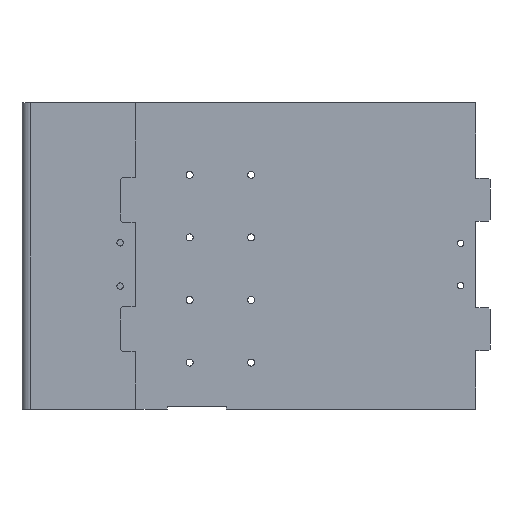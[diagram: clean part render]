
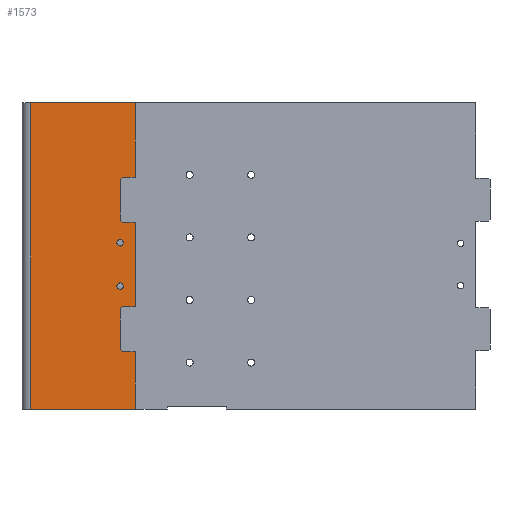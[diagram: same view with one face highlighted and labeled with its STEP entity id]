
A CAD part, left-side view. The second image highlights one B-rep face of the part: STEP entity #1573.
In plain terms, the highlighted planar face has unit normal (-1, 0, 0).
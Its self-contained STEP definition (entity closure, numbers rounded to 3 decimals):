
#52=FACE_BOUND('',#200,.T.);
#53=FACE_BOUND('',#201,.T.);
#120=FACE_OUTER_BOUND('',#199,.T.);
#199=EDGE_LOOP('',(#1099,#1100,#1101,#1102,#1103,#1104,#1105,#1106,#1107,
#1108,#1109,#1110,#1111,#1112,#1113,#1114));
#200=EDGE_LOOP('',(#1115));
#201=EDGE_LOOP('',(#1116));
#346=CIRCLE('',#1671,1.15);
#347=CIRCLE('',#1672,1.15);
#420=LINE('',#2290,#569);
#424=LINE('',#2302,#573);
#427=LINE('',#2308,#576);
#428=LINE('',#2310,#577);
#429=LINE('',#2312,#578);
#430=LINE('',#2314,#579);
#431=LINE('',#2316,#580);
#432=LINE('',#2318,#581);
#433=LINE('',#2320,#582);
#434=LINE('',#2322,#583);
#435=LINE('',#2324,#584);
#436=LINE('',#2326,#585);
#437=LINE('',#2328,#586);
#438=LINE('',#2330,#587);
#439=LINE('',#2332,#588);
#440=LINE('',#2333,#589);
#569=VECTOR('',#1829,10.);
#573=VECTOR('',#1839,10.);
#576=VECTOR('',#1844,10.);
#577=VECTOR('',#1845,10.);
#578=VECTOR('',#1846,10.);
#579=VECTOR('',#1847,10.);
#580=VECTOR('',#1848,10.);
#581=VECTOR('',#1849,10.);
#582=VECTOR('',#1850,10.);
#583=VECTOR('',#1851,10.);
#584=VECTOR('',#1852,10.);
#585=VECTOR('',#1853,10.);
#586=VECTOR('',#1854,10.);
#587=VECTOR('',#1855,10.);
#588=VECTOR('',#1856,10.);
#589=VECTOR('',#1857,10.);
#720=VERTEX_POINT('',#2287);
#721=VERTEX_POINT('',#2289);
#726=VERTEX_POINT('',#2301);
#728=VERTEX_POINT('',#2307);
#729=VERTEX_POINT('',#2309);
#730=VERTEX_POINT('',#2311);
#731=VERTEX_POINT('',#2313);
#732=VERTEX_POINT('',#2315);
#733=VERTEX_POINT('',#2317);
#734=VERTEX_POINT('',#2319);
#735=VERTEX_POINT('',#2321);
#736=VERTEX_POINT('',#2323);
#737=VERTEX_POINT('',#2325);
#738=VERTEX_POINT('',#2327);
#739=VERTEX_POINT('',#2329);
#740=VERTEX_POINT('',#2331);
#741=VERTEX_POINT('',#2334);
#742=VERTEX_POINT('',#2336);
#866=EDGE_CURVE('',#721,#720,#420,.T.);
#872=EDGE_CURVE('',#726,#721,#424,.T.);
#875=EDGE_CURVE('',#720,#728,#427,.T.);
#876=EDGE_CURVE('',#729,#728,#428,.T.);
#877=EDGE_CURVE('',#729,#730,#429,.T.);
#878=EDGE_CURVE('',#730,#731,#430,.T.);
#879=EDGE_CURVE('',#731,#732,#431,.T.);
#880=EDGE_CURVE('',#732,#733,#432,.T.);
#881=EDGE_CURVE('',#733,#734,#433,.T.);
#882=EDGE_CURVE('',#734,#735,#434,.T.);
#883=EDGE_CURVE('',#735,#736,#435,.T.);
#884=EDGE_CURVE('',#736,#737,#436,.T.);
#885=EDGE_CURVE('',#737,#738,#437,.T.);
#886=EDGE_CURVE('',#738,#739,#438,.T.);
#887=EDGE_CURVE('',#739,#740,#439,.T.);
#888=EDGE_CURVE('',#740,#726,#440,.T.);
#889=EDGE_CURVE('',#741,#741,#346,.T.);
#890=EDGE_CURVE('',#742,#742,#347,.T.);
#1099=ORIENTED_EDGE('',*,*,#866,.T.);
#1100=ORIENTED_EDGE('',*,*,#875,.T.);
#1101=ORIENTED_EDGE('',*,*,#876,.F.);
#1102=ORIENTED_EDGE('',*,*,#877,.T.);
#1103=ORIENTED_EDGE('',*,*,#878,.T.);
#1104=ORIENTED_EDGE('',*,*,#879,.T.);
#1105=ORIENTED_EDGE('',*,*,#880,.T.);
#1106=ORIENTED_EDGE('',*,*,#881,.T.);
#1107=ORIENTED_EDGE('',*,*,#882,.T.);
#1108=ORIENTED_EDGE('',*,*,#883,.T.);
#1109=ORIENTED_EDGE('',*,*,#884,.T.);
#1110=ORIENTED_EDGE('',*,*,#885,.T.);
#1111=ORIENTED_EDGE('',*,*,#886,.T.);
#1112=ORIENTED_EDGE('',*,*,#887,.T.);
#1113=ORIENTED_EDGE('',*,*,#888,.T.);
#1114=ORIENTED_EDGE('',*,*,#872,.T.);
#1115=ORIENTED_EDGE('',*,*,#889,.T.);
#1116=ORIENTED_EDGE('',*,*,#890,.T.);
#1531=PLANE('',#1670);
#1573=ADVANCED_FACE('',(#120,#52,#53),#1531,.T.);
#1670=AXIS2_PLACEMENT_3D('',#2306,#1842,#1843);
#1671=AXIS2_PLACEMENT_3D('',#2335,#1858,#1859);
#1672=AXIS2_PLACEMENT_3D('',#2337,#1860,#1861);
#1829=DIRECTION('',(0.,1.,0.));
#1839=DIRECTION('',(0.,0.,1.));
#1842=DIRECTION('center_axis',(-1.,0.,0.));
#1843=DIRECTION('ref_axis',(0.,0.,1.));
#1844=DIRECTION('',(0.,0.,-1.));
#1845=DIRECTION('',(0.,1.,0.));
#1846=DIRECTION('',(0.,0.,1.));
#1847=DIRECTION('',(0.,1.,0.));
#1848=DIRECTION('',(0.,0.707,0.707));
#1849=DIRECTION('',(0.,0.,1.));
#1850=DIRECTION('',(0.,-0.707,0.707));
#1851=DIRECTION('',(0.,-1.,0.));
#1852=DIRECTION('',(0.,0.,1.));
#1853=DIRECTION('',(0.,1.,0.));
#1854=DIRECTION('',(0.,0.707,0.707));
#1855=DIRECTION('',(0.,0.,1.));
#1856=DIRECTION('',(0.,-0.707,0.707));
#1857=DIRECTION('',(0.,-1.,0.));
#1858=DIRECTION('center_axis',(1.,0.,0.));
#1859=DIRECTION('ref_axis',(0.,-1.,0.));
#1860=DIRECTION('center_axis',(1.,0.,0.));
#1861=DIRECTION('ref_axis',(0.,-1.,0.));
#2287=CARTESIAN_POINT('',(-23.,96.75,78.4));
#2289=CARTESIAN_POINT('',(-23.,59.95,78.4));
#2290=CARTESIAN_POINT('',(-23.,50.023,78.4));
#2301=CARTESIAN_POINT('',(-23.,59.95,52.2));
#2302=CARTESIAN_POINT('',(-23.,59.95,76.8));
#2306=CARTESIAN_POINT('Origin',(-23.,80.046,19.8));
#2307=CARTESIAN_POINT('',(-23.,96.75,-29.35));
#2308=CARTESIAN_POINT('',(-23.,96.75,19.8));
#2309=CARTESIAN_POINT('',(-23.,59.95,-29.35));
#2310=CARTESIAN_POINT('',(-23.,90.095,-29.35));
#2311=CARTESIAN_POINT('',(-23.,59.95,-9.1));
#2312=CARTESIAN_POINT('',(-23.,59.95,73.3));
#2313=CARTESIAN_POINT('',(-23.,64.416,-9.1));
#2314=CARTESIAN_POINT('',(-23.,69.998,-9.1));
#2315=CARTESIAN_POINT('',(-23.,65.15,-8.366));
#2316=CARTESIAN_POINT('',(-23.,75.548,2.033));
#2317=CARTESIAN_POINT('',(-23.,65.15,5.966));
#2318=CARTESIAN_POINT('',(-23.,65.15,5.717));
#2319=CARTESIAN_POINT('',(-23.,64.416,6.7));
#2320=CARTESIAN_POINT('',(-23.,65.416,5.7));
#2321=CARTESIAN_POINT('',(-23.,59.95,6.7));
#2322=CARTESIAN_POINT('',(-23.,72.231,6.7));
#2323=CARTESIAN_POINT('',(-23.,59.95,36.4));
#2324=CARTESIAN_POINT('',(-23.,59.95,73.3));
#2325=CARTESIAN_POINT('',(-23.,64.416,36.4));
#2326=CARTESIAN_POINT('',(-23.,69.998,36.4));
#2327=CARTESIAN_POINT('',(-23.,65.15,37.134));
#2328=CARTESIAN_POINT('',(-23.,64.173,36.158));
#2329=CARTESIAN_POINT('',(-23.,65.15,51.466));
#2330=CARTESIAN_POINT('',(-23.,65.15,28.467));
#2331=CARTESIAN_POINT('',(-23.,64.416,52.2));
#2332=CARTESIAN_POINT('',(-23.,76.791,39.825));
#2333=CARTESIAN_POINT('',(-23.,72.231,52.2));
#2334=CARTESIAN_POINT('',(-23.,66.4,29.175));
#2335=CARTESIAN_POINT('Origin',(-23.,65.25,29.175));
#2336=CARTESIAN_POINT('',(-23.,66.4,13.925));
#2337=CARTESIAN_POINT('Origin',(-23.,65.25,13.925));
